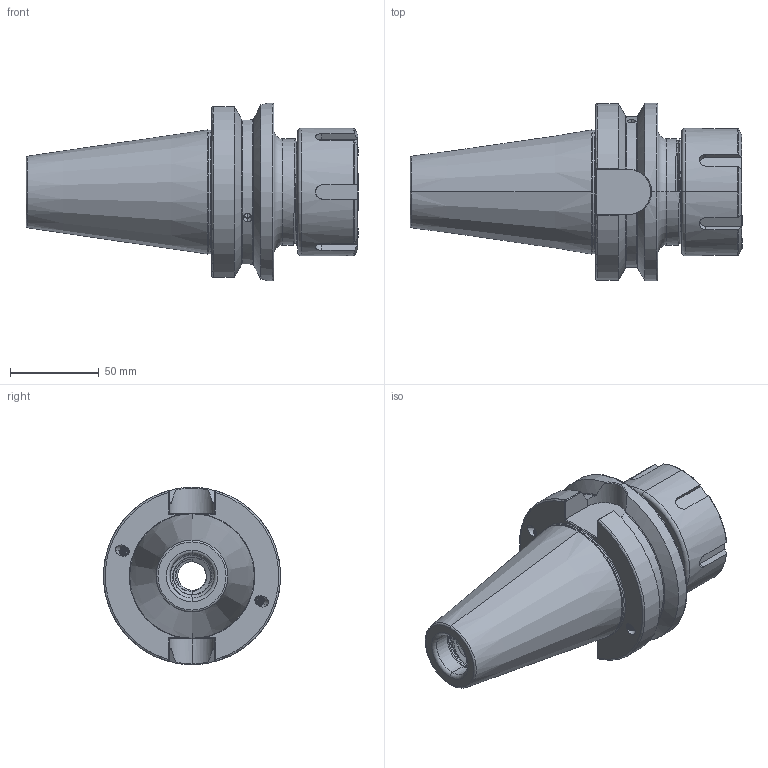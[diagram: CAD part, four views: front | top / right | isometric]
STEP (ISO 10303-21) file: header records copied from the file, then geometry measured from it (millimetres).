
FILE_DESCRIPTION (( 'STEP AP203' ), '1' );
FILE_NAME ('506.01.32.STEP', '2016-11-25T09:52:21', ( '' ), ( '' ), 'SwSTEP 2.0', 'SolidWorks 2012', '' );
FILE_SCHEMA (( 'CONFIG_CONTROL_DESIGN' ));
Length unit declared in the file: millimetre
Products named in the file (7): 506.01.32; OZ32Y1; OZ32#200 3.96MM鋼珠; OZ螺帽螺絲 M5; OZ32001PD; OZ32002PD
Assembly tree (49 placements, depth 3):
  506.01.32
    506.01.32
    OZ32Y1
      OZ32001PD
      OZ32002PD
      OZ螺帽螺絲 M5
      OZ32#200 3.96MM鋼珠  x44
Bounding box: 187.27 x 100 x 100 mm (x, y, z)
Volume: 534023.4 mm3; surface area: 102525.8 mm2
Topology: 48 solids, 48 shells, 507 faces, 1441 edges, 941 vertices
Faces by surface type: cylinder 191, sphere 88, plane 71, torus 58, cone 56, bspline 43
Entity records: 32697 total; most frequent: CARTESIAN_POINT 21374, ORIENTED_EDGE 2262, DIRECTION 1715, EDGE_CURVE 1131, VERTEX_POINT 723, AXIS2_PLACEMENT_3D 694, EDGE_LOOP 440, FACE_OUTER_BOUND 421
